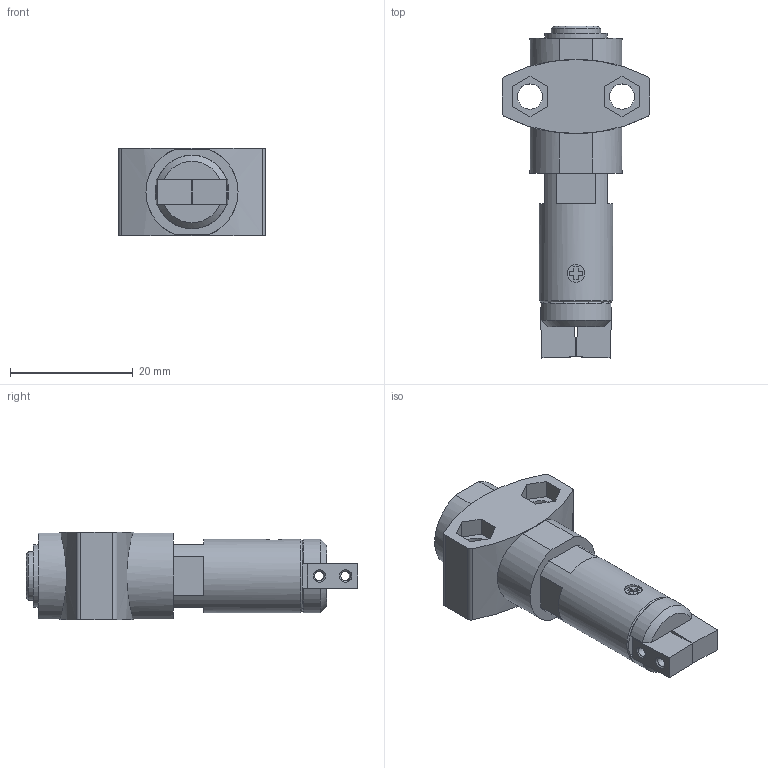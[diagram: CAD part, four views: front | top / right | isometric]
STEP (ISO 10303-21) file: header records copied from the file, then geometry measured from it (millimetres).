
FILE_DESCRIPTION(/* description */ ('STEP AP214'),/* implementation_level */ '2;1');
FILE_NAME(/* name */ '185696_HGWM-08-EZ-G6',/* time_stamp */ '2024-08-27T14:29:49+02:00',/* author */ ('License CC BY-ND 4.0'),/* organization */ ('CADENAS'),/* preprocessor_version */ 'ST-DEVELOPER v19.3',/* originating_system */ 'PARTsolutions',/* authorisation */ ' ');
FILE_SCHEMA (('AUTOMOTIVE_DESIGN {1 0 10303 214 3 1 1}'));
Length unit declared in the file: millimetre
Products named in the file (4): 185696 HGWM-08-EZ-G6---(asm_5_-4); 185696 HGWM-08-EZ-G6---(5, -4)_GR; HGWM-8-Ex-G8---(JAW); 1975xx HGPM-08-Ex-G6---(0)_G6H
Assembly tree (4 placements, depth 2):
  185696 HGWM-08-EZ-G6---(asm_5_-4)
    185696 HGWM-08-EZ-G6---(5, -4)_GR
    HGWM-8-Ex-G8---(JAW)  x2
    1975xx HGPM-08-Ex-G6---(0)_G6H
Bounding box: 24 x 54.11 x 14.2 mm (x, y, z)
Volume: 7217.9 mm3; surface area: 5676.5 mm2
Topology: 4 solids, 4 shells, 140 faces, 332 edges, 214 vertices
Faces by surface type: plane 86, cylinder 39, cone 14, torus 1
Full cylindrical faces by diameter (mm): 1.5 x4, 1.567 x4, 2.459 x1, 2.866 x1, 3.333 x2, 4.1 x2, 8 x3, 9.5 x1, 9.8 x1, 10.2 x1, 12 x1
Entity records: 4043 total; most frequent: CARTESIAN_POINT 673, DIRECTION 598, ORIENTED_EDGE 534, EDGE_CURVE 267, AXIS2_PLACEMENT_3D 219, VERTEX_POINT 187, EDGE_LOOP 178, FACE_BOUND 178
